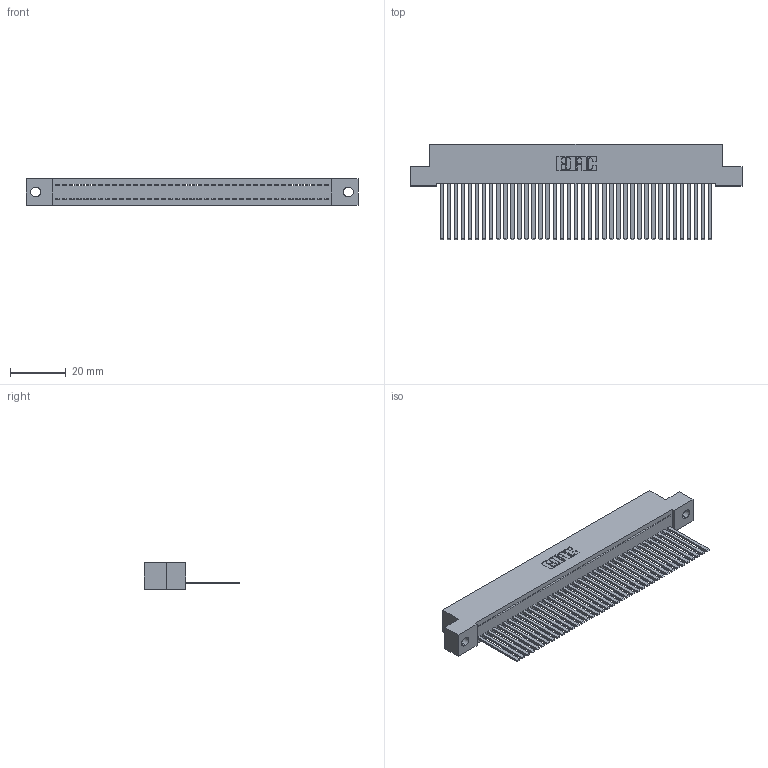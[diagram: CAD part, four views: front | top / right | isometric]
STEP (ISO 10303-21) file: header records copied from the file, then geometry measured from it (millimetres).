
FILE_DESCRIPTION (( 'STEP AP203' ), '1' );
FILE_NAME ('392-039-544-102.STEP', '2018-08-16T06:37:40', ( '' ), ( '' ), 'SwSTEP 2.0', 'SolidWorks 2016', '' );
FILE_SCHEMA (( 'CONFIG_CONTROL_DESIGN' ));
Length unit declared in the file: inch
Products named in the file (3): 342 Part_.128 Slot; 345-292-001_345-293-144; 392-039-544-102
Assembly tree (40 placements, depth 2):
  392-039-544-102
    342 Part_.128 Slot
    345-292-001_345-293-144  x39
Bounding box: 119.38 x 34.3 x 9.4 mm (x, y, z)
Volume: 10855.7 mm3; surface area: 16930.2 mm2
Topology: 40 solids, 40 shells, 2142 faces, 6473 edges, 4262 vertices
Faces by surface type: plane 1552, cylinder 590
Entity records: 24049 total; most frequent: CARTESIAN_POINT 4155, ORIENTED_EDGE 4130, DIRECTION 3507, EDGE_CURVE 2065, LINE 1941, VECTOR 1941, VERTEX_POINT 1374, AXIS2_PLACEMENT_3D 783
